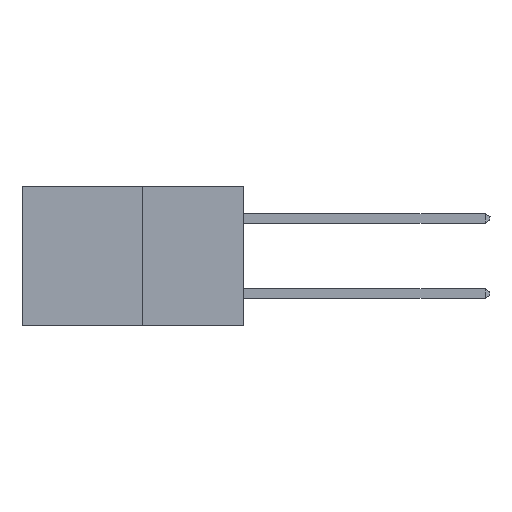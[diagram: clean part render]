
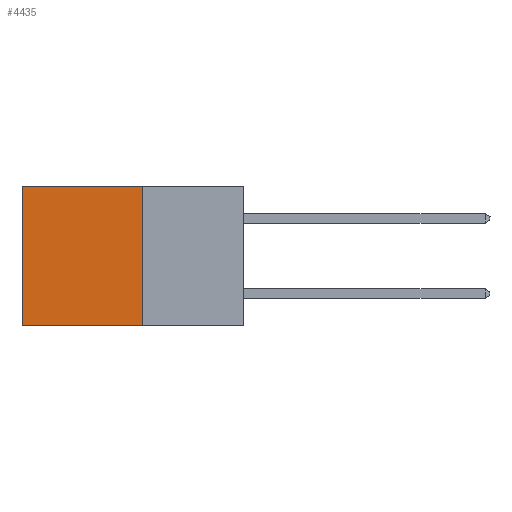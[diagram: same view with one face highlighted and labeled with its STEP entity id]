
A CAD part, left-side view. The second image highlights one B-rep face of the part: STEP entity #4435.
In plain terms, the highlighted planar face has unit normal (-1, 0, 0).
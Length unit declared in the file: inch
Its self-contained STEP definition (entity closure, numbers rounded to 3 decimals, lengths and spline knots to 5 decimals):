
#377 = EDGE_CURVE ( 'NONE', #8510, #6589, #10769, .T. ) ;
#2461 = DIRECTION ( 'NONE',  ( 0., 1., 0. ) ) ;
#2470 = ORIENTED_EDGE ( 'NONE', *, *, #4114, .T. ) ;
#2491 = CARTESIAN_POINT ( 'NONE',  ( 0.277, 0.59, 0. ) ) ;
#2531 = DIRECTION ( 'NONE',  ( 0., 0., -1. ) ) ;
#2816 = AXIS2_PLACEMENT_3D ( 'NONE', #14362, #13993, #13974 ) ;
#3154 = VECTOR ( 'NONE', #6211, 39.37008 ) ;
#3264 = ORIENTED_EDGE ( 'NONE', *, *, #5515, .T. ) ;
#3285 = CARTESIAN_POINT ( 'NONE',  ( 0.277, 0.59, -0.37 ) ) ;
#3293 = ORIENTED_EDGE ( 'NONE', *, *, #9349, .F. ) ;
#3375 = ORIENTED_EDGE ( 'NONE', *, *, #377, .F. ) ;
#3520 = LINE ( 'NONE', #5703, #3154 ) ;
#4114 = EDGE_CURVE ( 'NONE', #7951, #6589, #12120, .T. ) ;
#4435 = ADVANCED_FACE ( 'NONE', ( #14384 ), #14049, .F. ) ;
#4706 = EDGE_LOOP ( 'NONE', ( #2470, #3375, #3293, #3264 ) ) ;
#5515 = EDGE_CURVE ( 'NONE', #6109, #7951, #3520, .T. ) ;
#5528 = CARTESIAN_POINT ( 'NONE',  ( 0.277, 0.27, 0. ) ) ;
#5703 = CARTESIAN_POINT ( 'NONE',  ( 0.277, 0.27, 0. ) ) ;
#6109 = VERTEX_POINT ( 'NONE', #5528 ) ;
#6187 = CARTESIAN_POINT ( 'NONE',  ( 0.277, 0.27, -0.37 ) ) ;
#6211 = DIRECTION ( 'NONE',  ( 0., 1., 0. ) ) ;
#6589 = VERTEX_POINT ( 'NONE', #10642 ) ;
#7396 = LINE ( 'NONE', #11805, #13290 ) ;
#7951 = VERTEX_POINT ( 'NONE', #2491 ) ;
#8510 = VERTEX_POINT ( 'NONE', #11449 ) ;
#9117 = VECTOR ( 'NONE', #2531, 39.37008 ) ;
#9349 = EDGE_CURVE ( 'NONE', #6109, #8510, #7396, .T. ) ;
#10397 = VECTOR ( 'NONE', #2461, 39.37008 ) ;
#10642 = CARTESIAN_POINT ( 'NONE',  ( 0.277, 0.59, -0.37 ) ) ;
#10769 = LINE ( 'NONE', #6187, #10397 ) ;
#11449 = CARTESIAN_POINT ( 'NONE',  ( 0.277, 0.27, -0.37 ) ) ;
#11781 = DIRECTION ( 'NONE',  ( 0., 0., -1. ) ) ;
#11805 = CARTESIAN_POINT ( 'NONE',  ( 0.277, 0.27, -0.37 ) ) ;
#12120 = LINE ( 'NONE', #3285, #9117 ) ;
#13290 = VECTOR ( 'NONE', #11781, 39.37008 ) ;
#13974 = DIRECTION ( 'NONE',  ( 0., 0., -1. ) ) ;
#13993 = DIRECTION ( 'NONE',  ( 1., 0., 0. ) ) ;
#14049 = PLANE ( 'NONE',  #2816 ) ;
#14362 = CARTESIAN_POINT ( 'NONE',  ( 0.277, 0.27, -0.37 ) ) ;
#14384 = FACE_OUTER_BOUND ( 'NONE', #4706, .T. ) ;
